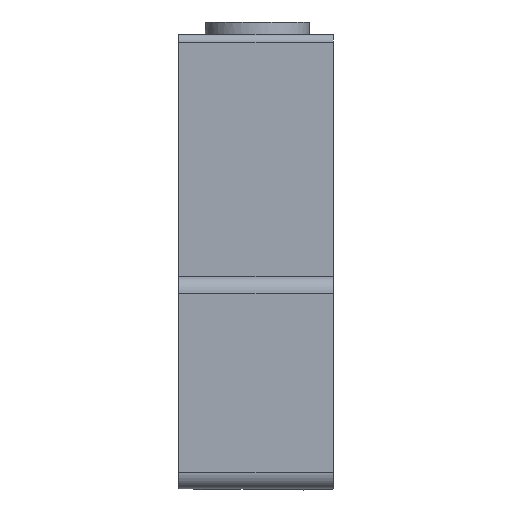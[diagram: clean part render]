
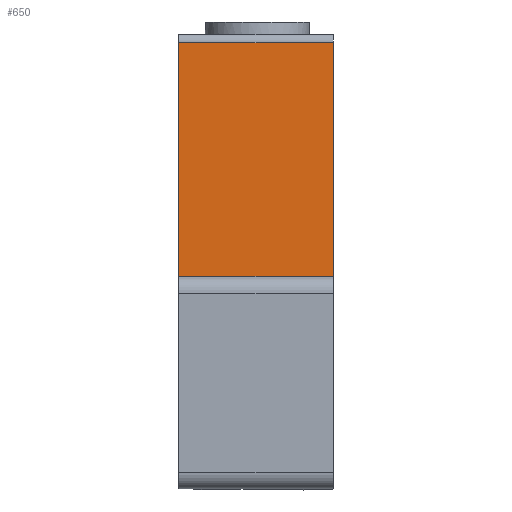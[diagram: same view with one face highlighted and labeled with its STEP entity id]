
A CAD part, front view. The second image highlights one B-rep face of the part: STEP entity #650.
In plain terms, the highlighted planar face has unit normal (0, -1, 0).
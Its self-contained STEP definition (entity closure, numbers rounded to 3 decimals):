
#637=AXIS2_PLACEMENT_3D('Plane Axis2P3D',#634,#635,#636) ;
#167=CARTESIAN_POINT('Vertex',(0.,7.813,53.764)) ;
#170=CARTESIAN_POINT('Line Origine',(9.88,7.813,53.764)) ;
#174=CARTESIAN_POINT('Vertex',(18.54,7.813,53.764)) ;
#243=CARTESIAN_POINT('Vertex',(0.,7.814,25.672)) ;
#246=CARTESIAN_POINT('Line Origine',(0.,7.813,39.718)) ;
#492=CARTESIAN_POINT('Line Origine',(18.54,7.813,39.718)) ;
#496=CARTESIAN_POINT('Vertex',(18.54,7.814,25.672)) ;
#634=CARTESIAN_POINT('Axis2P3D Location',(0.,7.813,53.764)) ;
#639=CARTESIAN_POINT('Line Origine',(9.27,7.814,25.672)) ;
#171=DIRECTION('Vector Direction',(-1.,0.,0.)) ;
#247=DIRECTION('Vector Direction',(0.,0.,-1.)) ;
#493=DIRECTION('Vector Direction',(0.,0.,-1.)) ;
#635=DIRECTION('Axis2P3D Direction',(0.,-1.,0.)) ;
#636=DIRECTION('Axis2P3D XDirection',(0.,0.,-1.)) ;
#640=DIRECTION('Vector Direction',(1.,0.,0.)) ;
#172=VECTOR('Line Direction',#171,1.) ;
#248=VECTOR('Line Direction',#247,1.) ;
#494=VECTOR('Line Direction',#493,1.) ;
#641=VECTOR('Line Direction',#640,1.) ;
#645=ORIENTED_EDGE('',*,*,#176,.F.) ;
#646=ORIENTED_EDGE('',*,*,#250,.F.) ;
#647=ORIENTED_EDGE('',*,*,#643,.T.) ;
#648=ORIENTED_EDGE('',*,*,#498,.F.) ;
#650=ADVANCED_FACE('Fuse Holder',(#649),#638,.T.) ;
#176=EDGE_CURVE('',#168,#175,#173,.F.) ;
#250=EDGE_CURVE('',#244,#168,#249,.F.) ;
#498=EDGE_CURVE('',#175,#497,#495,.T.) ;
#643=EDGE_CURVE('',#244,#497,#642,.T.) ;
#644=EDGE_LOOP('',(#645,#646,#647,#648)) ;
#649=FACE_OUTER_BOUND('',#644,.T.) ;
#173=LINE('Line',#170,#172) ;
#249=LINE('Line',#246,#248) ;
#495=LINE('Line',#492,#494) ;
#642=LINE('Line',#639,#641) ;
#638=PLANE('',#637) ;
#168=VERTEX_POINT('',#167) ;
#175=VERTEX_POINT('',#174) ;
#244=VERTEX_POINT('',#243) ;
#497=VERTEX_POINT('',#496) ;
